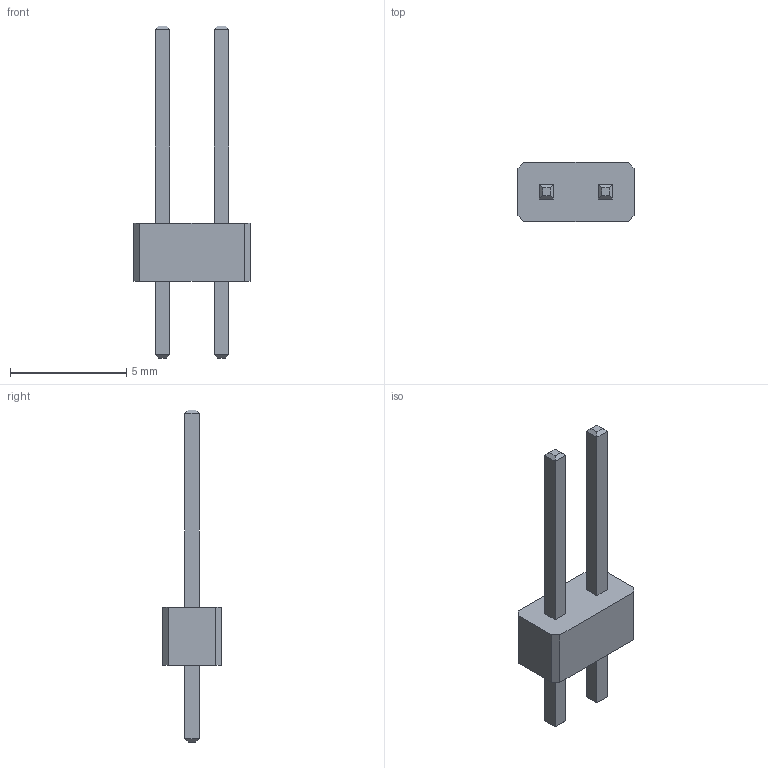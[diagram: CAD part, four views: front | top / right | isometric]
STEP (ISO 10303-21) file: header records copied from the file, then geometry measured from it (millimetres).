
FILE_DESCRIPTION(('FreeCAD Model'),'2;1');
FILE_NAME('./generated_pinheaders//PinHeader_Straight_2x01x2.54mm.step', '2016-03-29T22:45:10',('Author'),(''), 'Open CASCADE STEP processor 6.8','FreeCAD','Unknown');
FILE_SCHEMA(('AUTOMOTIVE_DESIGN_CC2 { 1 2 10303 214 -1 1 5 4 }'));
Length unit declared in the file: millimetre
Products named in the file (1): PinHeader_Straight_2x01x254mm
Bounding box: 5 x 2.54 x 14.3 mm (x, y, z)
Volume: 41 mm3; surface area: 120.8 mm2
Topology: 1 solids, 1 shells, 46 faces, 104 edges, 64 vertices
Faces by surface type: plane 46
Entity records: 2895 total; most frequent: CARTESIAN_POINT 455, DIRECTION 374, LINE 280, VECTOR 280, ORIENTED_EDGE 208, PCURVE 208, DEFINITIONAL_REPRESENTATION 208, EDGE_CURVE 104
